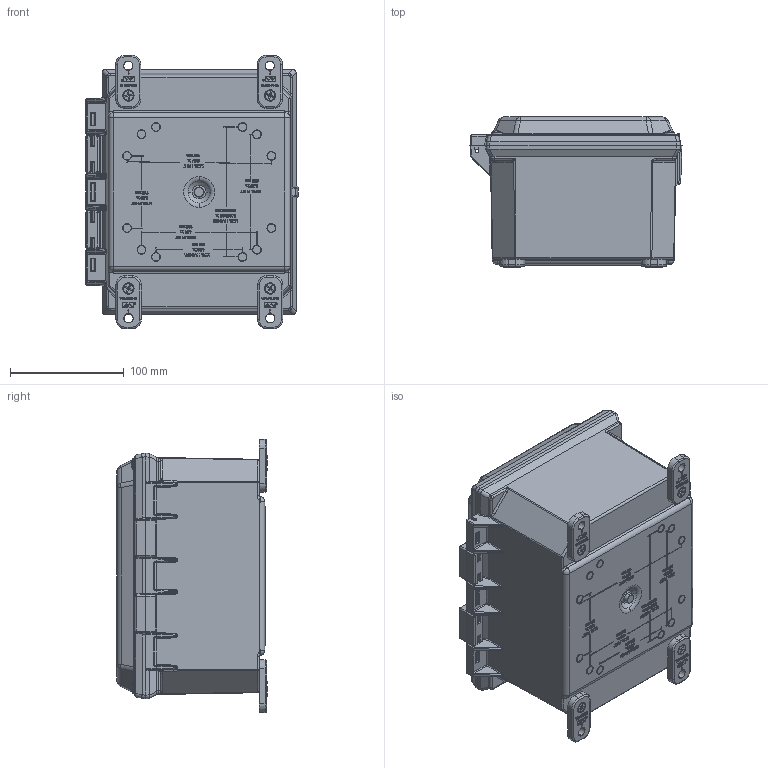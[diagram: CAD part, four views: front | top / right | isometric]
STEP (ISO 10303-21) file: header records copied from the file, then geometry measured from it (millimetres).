
FILE_DESCRIPTION (( 'STEP AP203' ), '1' );
FILE_NAME ('AMP864.step', '2014-04-16T11:43:33', ( '' ), ( '' ), 'SwSTEP 2.0', 'SolidWorks 2014', '' );
FILE_SCHEMA (( 'CONFIG_CONTROL_DESIGN' ));
Length unit declared in the file: inch
Products named in the file (10): 70-60250; 55-1032516_PreviewCfg; 55-103212316; 70-006ORING; 55-103275316_PreviewCfg; 2381001; 2770001_box; AMP864; 2408001_part; 70-60821PC-1
Assembly tree (35 placements, depth 2):
  AMP864
    2770001_box
    2408001_part
    70-60821PC-1
    70-60250  x12
    55-1032516_PreviewCfg  x4
    55-103212316  x4
    70-006ORING  x4
    55-103275316_PreviewCfg  x4
    2381001  x4
Bounding box: 186.59 x 132.26 x 240.48 mm (x, y, z)
Volume: 754768.4 mm3; surface area: 410052.8 mm2
Topology: 35 solids, 35 shells, 5591 faces, 14375 edges, 9202 vertices
Faces by surface type: plane 2922, bspline 1203, cylinder 850, cone 350, torus 173, sphere 93
Entity records: 188810 total; most frequent: CARTESIAN_POINT 87332, ORIENTED_EDGE 22804, DIRECTION 16925, EDGE_CURVE 11402, VERTEX_POINT 7331, VECTOR 7325, LINE 7325, EDGE_LOOP 4837
